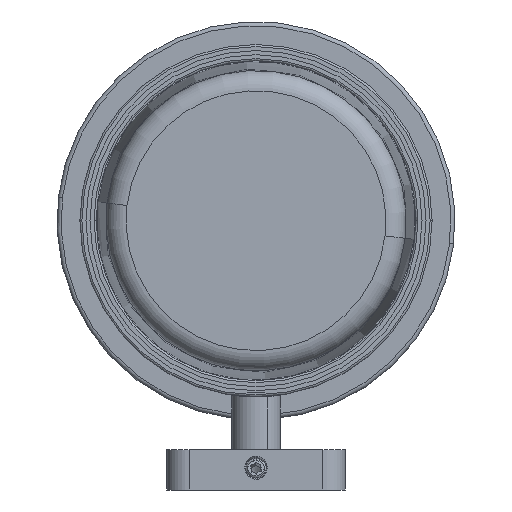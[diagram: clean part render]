
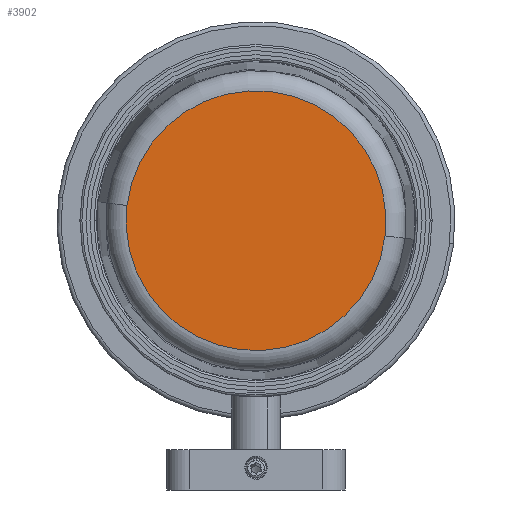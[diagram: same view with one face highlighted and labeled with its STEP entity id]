
A CAD part, front view. The second image highlights one B-rep face of the part: STEP entity #3902.
In plain terms, the highlighted planar face has unit normal (0, -1, 0).
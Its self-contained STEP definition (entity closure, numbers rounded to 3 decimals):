
#770 = ORIENTED_EDGE ( 'NONE', *, *, #2010, .F. ) ;
#826 = AXIS2_PLACEMENT_3D ( 'NONE', #1100, #1137, #1065 ) ;
#991 = AXIS2_PLACEMENT_3D ( 'NONE', #1110, #4831, #4895 ) ;
#1065 = DIRECTION ( 'NONE',  ( 0.993, 0., -0.117 ) ) ;
#1100 = CARTESIAN_POINT ( 'NONE',  ( -31.863, -122., 70.257 ) ) ;
#1110 = CARTESIAN_POINT ( 'NONE',  ( 0., -122., 66.5 ) ) ;
#1137 = DIRECTION ( 'NONE',  ( 0., -1., 0. ) ) ;
#1320 = FACE_OUTER_BOUND ( 'NONE', #3356, .T. ) ;
#2010 = EDGE_CURVE ( 'NONE', #3811, #2276, #2558, .T. ) ;
#2122 = CARTESIAN_POINT ( 'NONE',  ( 31.863, -122., 62.743 ) ) ;
#2203 = EDGE_CURVE ( 'NONE', #2276, #3811, #5276, .T. ) ;
#2276 = VERTEX_POINT ( 'NONE', #2122 ) ;
#2558 = CIRCLE ( 'NONE', #991, 32.084 ) ;
#2667 = AXIS2_PLACEMENT_3D ( 'NONE', #4575, #4947, #4505 ) ;
#2812 = PLANE ( 'NONE',  #826 ) ;
#3356 = EDGE_LOOP ( 'NONE', ( #770, #5083 ) ) ;
#3491 = CARTESIAN_POINT ( 'NONE',  ( -31.863, -122., 70.257 ) ) ;
#3811 = VERTEX_POINT ( 'NONE', #3491 ) ;
#3902 = ADVANCED_FACE ( 'NONE', ( #1320 ), #2812, .T. ) ;
#4505 = DIRECTION ( 'NONE',  ( -0.993, 0., 0.117 ) ) ;
#4575 = CARTESIAN_POINT ( 'NONE',  ( 0., -122., 66.5 ) ) ;
#4831 = DIRECTION ( 'NONE',  ( 0., 1., 0. ) ) ;
#4895 = DIRECTION ( 'NONE',  ( -0.993, 0., 0.117 ) ) ;
#4947 = DIRECTION ( 'NONE',  ( 0., 1., 0. ) ) ;
#5083 = ORIENTED_EDGE ( 'NONE', *, *, #2203, .F. ) ;
#5276 = CIRCLE ( 'NONE', #2667, 32.084 ) ;
